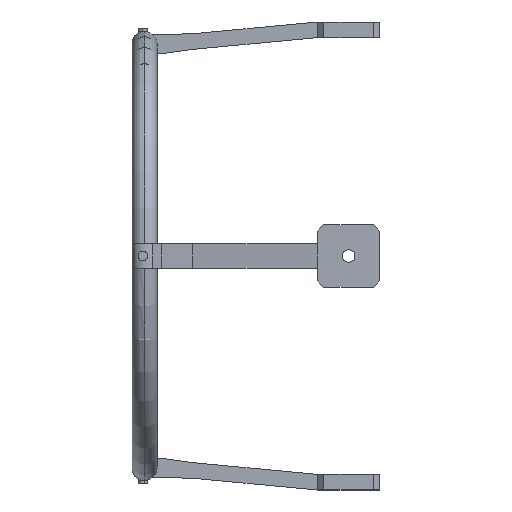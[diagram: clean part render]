
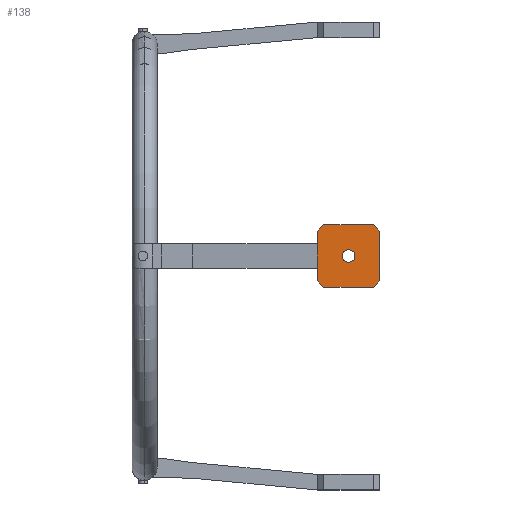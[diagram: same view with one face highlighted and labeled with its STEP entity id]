
A CAD part, left-side view. The second image highlights one B-rep face of the part: STEP entity #138.
In plain terms, the highlighted face is planar.
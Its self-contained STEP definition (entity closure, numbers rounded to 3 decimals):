
#136 = VECTOR ( 'NONE', #1445, 1000. ) ;
#138 = ADVANCED_FACE ( 'NONE', ( #3620, #635 ), #2193, .T. ) ;
#186 = CARTESIAN_POINT ( 'NONE',  ( 52., -2.22, -6. ) ) ;
#189 = EDGE_CURVE ( 'NONE', #2610, #3195, #2670, .T. ) ;
#202 = CARTESIAN_POINT ( 'NONE',  ( 70., -2.22, -4. ) ) ;
#214 = ORIENTED_EDGE ( 'NONE', *, *, #880, .T. ) ;
#239 = AXIS2_PLACEMENT_3D ( 'NONE', #3710, #2852, #1663 ) ;
#246 = CARTESIAN_POINT ( 'NONE',  ( 50., -2.22, 14. ) ) ;
#285 = VERTEX_POINT ( 'NONE', #3652 ) ;
#295 = DIRECTION ( 'NONE',  ( -1., 0., 0. ) ) ;
#298 = EDGE_CURVE ( 'NONE', #1388, #2102, #1816, .T. ) ;
#330 = EDGE_CURVE ( 'NONE', #2610, #2826, #936, .T. ) ;
#429 = VERTEX_POINT ( 'NONE', #2644 ) ;
#441 = LINE ( 'NONE', #1673, #3252 ) ;
#483 = CARTESIAN_POINT ( 'NONE',  ( 50., -2.22, 8. ) ) ;
#490 = LINE ( 'NONE', #3321, #3704 ) ;
#527 = CARTESIAN_POINT ( 'NONE',  ( 58., -2.22, 4. ) ) ;
#531 = DIRECTION ( 'NONE',  ( -0.707, 0., 0.707 ) ) ;
#561 = DIRECTION ( 'NONE',  ( 0., 0., -1. ) ) ;
#595 = LINE ( 'NONE', #3394, #1572 ) ;
#609 = CARTESIAN_POINT ( 'NONE',  ( 68., -2.22, 14. ) ) ;
#635 = FACE_OUTER_BOUND ( 'NONE', #2726, .T. ) ;
#637 = EDGE_CURVE ( 'NONE', #429, #864, #3401, .T. ) ;
#649 = VERTEX_POINT ( 'NONE', #3350 ) ;
#729 = CARTESIAN_POINT ( 'NONE',  ( 70., -2.22, 12. ) ) ;
#763 = EDGE_LOOP ( 'NONE', ( #1758, #2053 ) ) ;
#772 = VERTEX_POINT ( 'NONE', #186 ) ;
#830 = EDGE_CURVE ( 'NONE', #864, #429, #1679, .T. ) ;
#864 = VERTEX_POINT ( 'NONE', #527 ) ;
#880 = EDGE_CURVE ( 'NONE', #772, #2401, #2360, .T. ) ;
#887 = DIRECTION ( 'NONE',  ( 0.707, 0., -0.707 ) ) ;
#936 = LINE ( 'NONE', #3769, #1221 ) ;
#940 = CARTESIAN_POINT ( 'NONE',  ( 52., -2.22, 14. ) ) ;
#958 = EDGE_CURVE ( 'NONE', #285, #772, #3712, .T. ) ;
#1045 = ORIENTED_EDGE ( 'NONE', *, *, #1744, .T. ) ;
#1140 = EDGE_CURVE ( 'NONE', #2401, #3195, #595, .T. ) ;
#1212 = CARTESIAN_POINT ( 'NONE',  ( 50., -2.22, 0. ) ) ;
#1221 = VECTOR ( 'NONE', #531, 1000. ) ;
#1280 = ORIENTED_EDGE ( 'NONE', *, *, #298, .F. ) ;
#1388 = VERTEX_POINT ( 'NONE', #1212 ) ;
#1440 = ORIENTED_EDGE ( 'NONE', *, *, #1140, .T. ) ;
#1445 = DIRECTION ( 'NONE',  ( 1., 0., 0. ) ) ;
#1572 = VECTOR ( 'NONE', #3452, 1000. ) ;
#1663 = DIRECTION ( 'NONE',  ( 1., 0., 0. ) ) ;
#1673 = CARTESIAN_POINT ( 'NONE',  ( 50., -2.22, 8. ) ) ;
#1679 = CIRCLE ( 'NONE', #3360, 2. ) ;
#1733 = DIRECTION ( 'NONE',  ( 0., 0., 1. ) ) ;
#1744 = EDGE_CURVE ( 'NONE', #2826, #3497, #1768, .T. ) ;
#1758 = ORIENTED_EDGE ( 'NONE', *, *, #637, .F. ) ;
#1760 = ORIENTED_EDGE ( 'NONE', *, *, #330, .T. ) ;
#1768 = LINE ( 'NONE', #246, #2481 ) ;
#1816 = LINE ( 'NONE', #3480, #3665 ) ;
#1998 = VECTOR ( 'NONE', #2517, 1000. ) ;
#2053 = ORIENTED_EDGE ( 'NONE', *, *, #830, .F. ) ;
#2092 = ORIENTED_EDGE ( 'NONE', *, *, #2339, .T. ) ;
#2102 = VERTEX_POINT ( 'NONE', #483 ) ;
#2193 = PLANE ( 'NONE',  #239 ) ;
#2339 = EDGE_CURVE ( 'NONE', #649, #2102, #441, .T. ) ;
#2360 = LINE ( 'NONE', #3188, #136 ) ;
#2369 = CARTESIAN_POINT ( 'NONE',  ( 19., -2.22, 27. ) ) ;
#2390 = AXIS2_PLACEMENT_3D ( 'NONE', #3647, #2779, #2790 ) ;
#2401 = VERTEX_POINT ( 'NONE', #3750 ) ;
#2481 = VECTOR ( 'NONE', #295, 1000. ) ;
#2517 = DIRECTION ( 'NONE',  ( 0., 0., -1. ) ) ;
#2523 = LINE ( 'NONE', #2829, #3291 ) ;
#2610 = VERTEX_POINT ( 'NONE', #729 ) ;
#2624 = DIRECTION ( 'NONE',  ( 0., -1., 0. ) ) ;
#2625 = EDGE_CURVE ( 'NONE', #1388, #285, #490, .T. ) ;
#2644 = CARTESIAN_POINT ( 'NONE',  ( 62., -2.22, 4. ) ) ;
#2670 = LINE ( 'NONE', #3077, #1998 ) ;
#2714 = VECTOR ( 'NONE', #887, 1000. ) ;
#2721 = EDGE_CURVE ( 'NONE', #3497, #649, #2523, .T. ) ;
#2726 = EDGE_LOOP ( 'NONE', ( #3335, #1760, #1045, #3589, #2092, #1280, #3468, #3367, #214, #1440 ) ) ;
#2779 = DIRECTION ( 'NONE',  ( 0., -1., 0. ) ) ;
#2790 = DIRECTION ( 'NONE',  ( 1., 0., 0. ) ) ;
#2826 = VERTEX_POINT ( 'NONE', #609 ) ;
#2829 = CARTESIAN_POINT ( 'NONE',  ( 23., -2.22, -15. ) ) ;
#2852 = DIRECTION ( 'NONE',  ( 0., -1., 0. ) ) ;
#3077 = CARTESIAN_POINT ( 'NONE',  ( 70., -2.22, 8. ) ) ;
#3188 = CARTESIAN_POINT ( 'NONE',  ( 50., -2.22, -6. ) ) ;
#3195 = VERTEX_POINT ( 'NONE', #202 ) ;
#3252 = VECTOR ( 'NONE', #561, 1000. ) ;
#3291 = VECTOR ( 'NONE', #3403, 1000. ) ;
#3321 = CARTESIAN_POINT ( 'NONE',  ( 50., -2.22, 0. ) ) ;
#3335 = ORIENTED_EDGE ( 'NONE', *, *, #189, .F. ) ;
#3350 = CARTESIAN_POINT ( 'NONE',  ( 50., -2.22, 12. ) ) ;
#3360 = AXIS2_PLACEMENT_3D ( 'NONE', #3486, #2624, #3508 ) ;
#3367 = ORIENTED_EDGE ( 'NONE', *, *, #958, .T. ) ;
#3394 = CARTESIAN_POINT ( 'NONE',  ( 41., -2.22, -33. ) ) ;
#3401 = CIRCLE ( 'NONE', #2390, 2. ) ;
#3403 = DIRECTION ( 'NONE',  ( -0.707, 0., -0.707 ) ) ;
#3452 = DIRECTION ( 'NONE',  ( 0.707, 0., 0.707 ) ) ;
#3468 = ORIENTED_EDGE ( 'NONE', *, *, #2625, .T. ) ;
#3480 = CARTESIAN_POINT ( 'NONE',  ( 50., -2.22, 0. ) ) ;
#3486 = CARTESIAN_POINT ( 'NONE',  ( 60., -2.22, 4. ) ) ;
#3497 = VERTEX_POINT ( 'NONE', #940 ) ;
#3508 = DIRECTION ( 'NONE',  ( 1., 0., 0. ) ) ;
#3589 = ORIENTED_EDGE ( 'NONE', *, *, #2721, .T. ) ;
#3620 = FACE_BOUND ( 'NONE', #763, .T. ) ;
#3623 = DIRECTION ( 'NONE',  ( 0., 0., -1. ) ) ;
#3647 = CARTESIAN_POINT ( 'NONE',  ( 60., -2.22, 4. ) ) ;
#3652 = CARTESIAN_POINT ( 'NONE',  ( 50., -2.22, -4. ) ) ;
#3665 = VECTOR ( 'NONE', #1733, 1000. ) ;
#3704 = VECTOR ( 'NONE', #3623, 1000. ) ;
#3710 = CARTESIAN_POINT ( 'NONE',  ( 0., -2.22, 8. ) ) ;
#3712 = LINE ( 'NONE', #2369, #2714 ) ;
#3750 = CARTESIAN_POINT ( 'NONE',  ( 68., -2.22, -6. ) ) ;
#3769 = CARTESIAN_POINT ( 'NONE',  ( 37., -2.22, 45. ) ) ;
